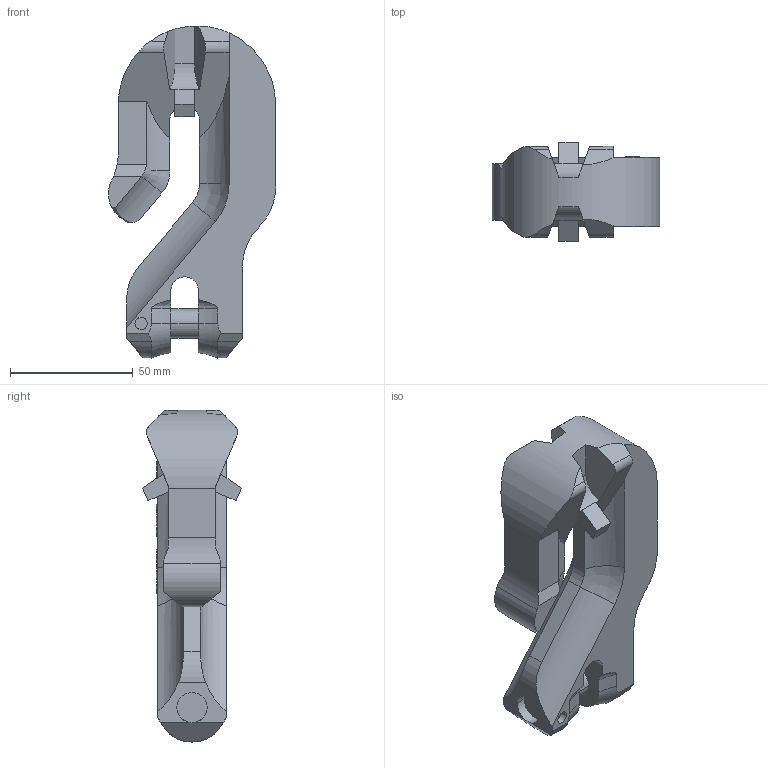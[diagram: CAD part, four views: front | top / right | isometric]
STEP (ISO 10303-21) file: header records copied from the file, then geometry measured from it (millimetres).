
FILE_DESCRIPTION((''),'2;1');
FILE_NAME('001-M31518-P-1','2004-10-21T',('Haas'),(''),'PRO/ENGINEER BY PARAMETRIC TECHNOLOGY CORPORATION, 2003450','PRO/ENGINEER BY PARAMETRIC TECHNOLOGY CORPORATION, 2003450','');
FILE_SCHEMA(('CONFIG_CONTROL_DESIGN'));
Length unit declared in the file: millimetre
Products named in the file (1): 001-M31518-P-1
Bounding box: 68 x 40.16 x 134.99 mm (x, y, z)
Volume: 137996.5 mm3; surface area: 25932 mm2
Topology: 1 solids, 1 shells, 320 faces, 885 edges, 586 vertices
Faces by surface type: plane 268, cylinder 42, bspline 8, torus 2
Entity records: 10453 total; most frequent: CARTESIAN_POINT 2326, ORIENTED_EDGE 1770, DIRECTION 1511, EDGE_CURVE 885, VECTOR 749, LINE 749, VERTEX_POINT 586, AXIS2_PLACEMENT_3D 381
